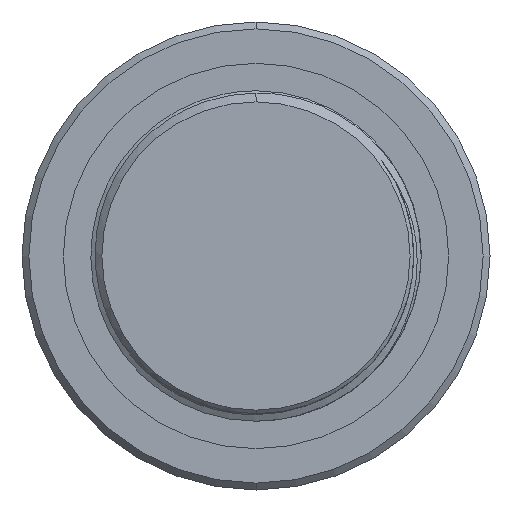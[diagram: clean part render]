
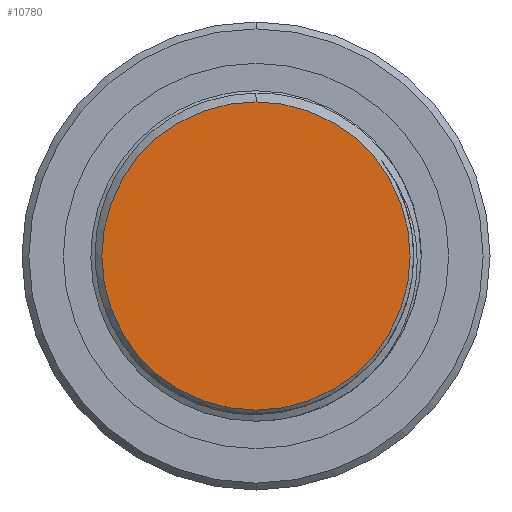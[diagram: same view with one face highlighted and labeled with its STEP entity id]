
A CAD part, left-side view. The second image highlights one B-rep face of the part: STEP entity #10780.
In plain terms, the highlighted face is planar.
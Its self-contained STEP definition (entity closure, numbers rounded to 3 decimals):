
#8343 = EDGE_CURVE('',#8344,#8346,#8348,.T.);
#8344 = VERTEX_POINT('',#8345);
#8345 = CARTESIAN_POINT('',(0.,0.,-5.6)
  );
#8346 = VERTEX_POINT('',#8347);
#8347 = CARTESIAN_POINT('',(0.,0.,5.6));
#8348 = SURFACE_CURVE('',#8349,(#8354,#8366),.PCURVE_S1.);
#8349 = CIRCLE('',#8350,5.6);
#8350 = AXIS2_PLACEMENT_3D('',#8351,#8352,#8353);
#8351 = CARTESIAN_POINT('',(0.,0.,0.));
#8352 = DIRECTION('',(0.,-1.,-0.));
#8353 = DIRECTION('',(0.,0.,-1.));
#8354 = PCURVE('',#8355,#8360);
#8355 = CONICAL_SURFACE('',#8356,5.6,0.785);
#8356 = AXIS2_PLACEMENT_3D('',#8357,#8358,#8359);
#8357 = CARTESIAN_POINT('',(0.,0.,0.));
#8358 = DIRECTION('',(0.,1.,0.));
#8359 = DIRECTION('',(0.,-0.,1.));
#8360 = DEFINITIONAL_REPRESENTATION('',(#8361),#8365);
#8361 = LINE('',#8362,#8363);
#8362 = CARTESIAN_POINT('',(3.142,0.));
#8363 = VECTOR('',#8364,1.);
#8364 = DIRECTION('',(-1.,0.));
#8365 = ( GEOMETRIC_REPRESENTATION_CONTEXT(2) 
PARAMETRIC_REPRESENTATION_CONTEXT() REPRESENTATION_CONTEXT('2D SPACE',''
  ) );
#8366 = PCURVE('',#8367,#8372);
#8367 = PLANE('',#8368);
#8368 = AXIS2_PLACEMENT_3D('',#8369,#8370,#8371);
#8369 = CARTESIAN_POINT('',(6.,0.,0.));
#8370 = DIRECTION('',(0.,-1.,-0.));
#8371 = DIRECTION('',(0.,0.,-1.));
#8372 = DEFINITIONAL_REPRESENTATION('',(#8373),#8377);
#8373 = CIRCLE('',#8374,5.6);
#8374 = AXIS2_PLACEMENT_2D('',#8375,#8376);
#8375 = CARTESIAN_POINT('',(0.,-6.));
#8376 = DIRECTION('',(1.,0.));
#8377 = ( GEOMETRIC_REPRESENTATION_CONTEXT(2) 
PARAMETRIC_REPRESENTATION_CONTEXT() REPRESENTATION_CONTEXT('2D SPACE',''
  ) );
#8395 = CONICAL_SURFACE('',#8396,5.6,0.785);
#8396 = AXIS2_PLACEMENT_3D('',#8397,#8398,#8399);
#8397 = CARTESIAN_POINT('',(0.,0.,0.));
#8398 = DIRECTION('',(0.,1.,0.));
#8399 = DIRECTION('',(0.,-0.,1.));
#8846 = EDGE_CURVE('',#8346,#8344,#8847,.T.);
#8847 = SURFACE_CURVE('',#8848,(#8853,#8860),.PCURVE_S1.);
#8848 = CIRCLE('',#8849,5.6);
#8849 = AXIS2_PLACEMENT_3D('',#8850,#8851,#8852);
#8850 = CARTESIAN_POINT('',(0.,0.,0.));
#8851 = DIRECTION('',(0.,-1.,-0.));
#8852 = DIRECTION('',(0.,0.,-1.));
#8853 = PCURVE('',#8395,#8854);
#8854 = DEFINITIONAL_REPRESENTATION('',(#8855),#8859);
#8855 = LINE('',#8856,#8857);
#8856 = CARTESIAN_POINT('',(9.425,0.));
#8857 = VECTOR('',#8858,1.);
#8858 = DIRECTION('',(-1.,0.));
#8859 = ( GEOMETRIC_REPRESENTATION_CONTEXT(2) 
PARAMETRIC_REPRESENTATION_CONTEXT() REPRESENTATION_CONTEXT('2D SPACE',''
  ) );
#8860 = PCURVE('',#8367,#8861);
#8861 = DEFINITIONAL_REPRESENTATION('',(#8862),#8866);
#8862 = CIRCLE('',#8863,5.6);
#8863 = AXIS2_PLACEMENT_2D('',#8864,#8865);
#8864 = CARTESIAN_POINT('',(0.,-6.));
#8865 = DIRECTION('',(1.,0.));
#8866 = ( GEOMETRIC_REPRESENTATION_CONTEXT(2) 
PARAMETRIC_REPRESENTATION_CONTEXT() REPRESENTATION_CONTEXT('2D SPACE',''
  ) );
#10780 = ADVANCED_FACE('',(#10781),#8367,.T.);
#10781 = FACE_BOUND('',#10782,.T.);
#10782 = EDGE_LOOP('',(#10783,#10784));
#10783 = ORIENTED_EDGE('',*,*,#8846,.T.);
#10784 = ORIENTED_EDGE('',*,*,#8343,.T.);
